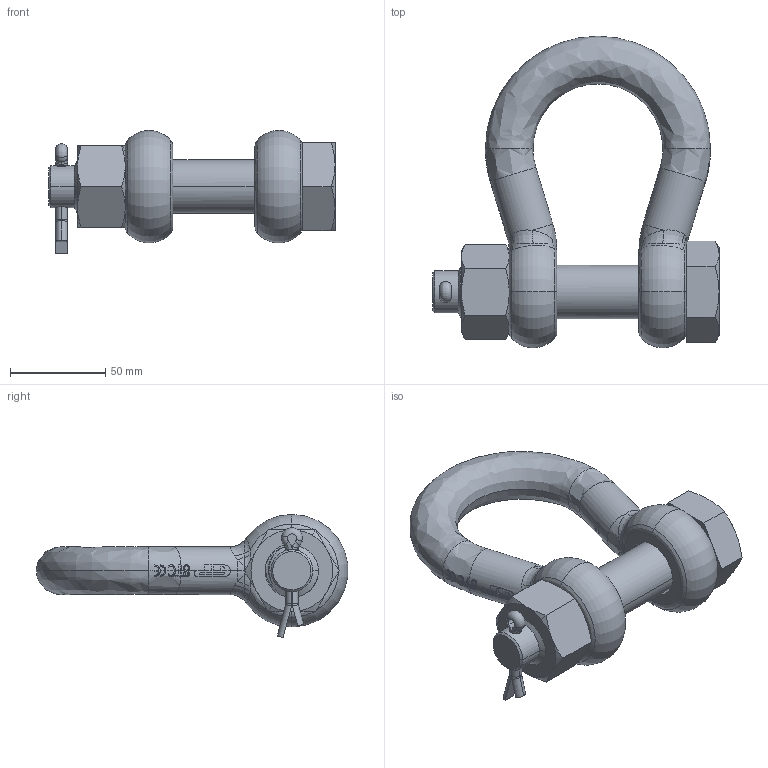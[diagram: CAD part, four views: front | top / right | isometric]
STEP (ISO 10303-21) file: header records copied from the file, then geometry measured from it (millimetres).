
FILE_DESCRIPTION (( 'STEP AP203' ), '1' );
FILE_NAME ('POGHMB25.STEP', '2009-08-26T08:08:14', ( '.' ), ( '.' ), 'SwSTEP 2.0', 'SolidWorks 2009', '' );
FILE_SCHEMA (( 'CONFIG_CONTROL_DESIGN' ));
Length unit declared in the file: millimetre
Products named in the file (5): 8,5; 8,5_1; POGHMB25; 8,5_2; 8,5_3
Assembly tree (4 placements, depth 2):
  POGHMB25
    8,5_1
    8,5_3
    8,5
    8,5_2
Bounding box: 150 x 163.28 x 64.55 mm (x, y, z)
Volume: 339746 mm3; surface area: 67104.2 mm2
Topology: 4 solids, 4 shells, 707 faces, 1937 edges, 1246 vertices
Faces by surface type: bspline 325, plane 232, cylinder 111, cone 28, torus 11
Entity records: 37842 total; most frequent: CARTESIAN_POINT 22286, ORIENTED_EDGE 3848, DIRECTION 1998, EDGE_CURVE 1924, VERTEX_POINT 1246, B_SPLINE_CURVE_WITH_KNOTS 815, LINE 780, VECTOR 780
